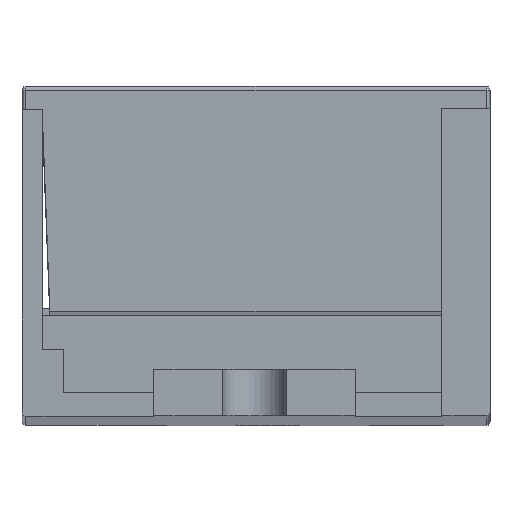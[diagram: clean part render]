
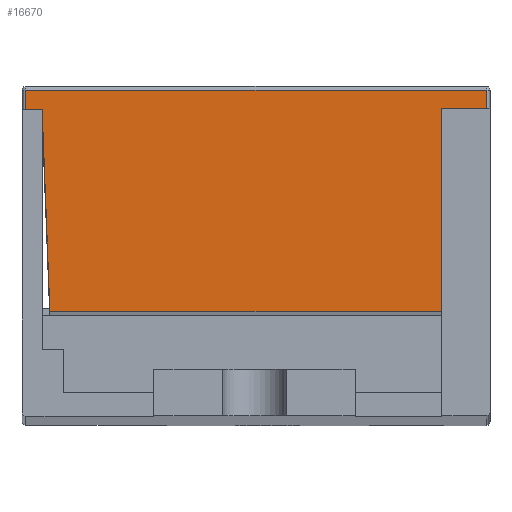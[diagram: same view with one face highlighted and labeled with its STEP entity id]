
A CAD part, top view. The second image highlights one B-rep face of the part: STEP entity #16670.
In plain terms, the highlighted planar face has unit normal (0, 0, 1).
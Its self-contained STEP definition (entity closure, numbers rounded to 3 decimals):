
#130=CARTESIAN_POINT('',(-1.45,25.05,-28.5));
#140=VERTEX_POINT('',#130);
#900=CARTESIAN_POINT('',(0.,25.05,-28.5));
#910=DIRECTION('',(-1.,0.,0.));
#920=VECTOR('',#910,1.);
#930=LINE('',#900,#920);
#940=CARTESIAN_POINT('',(28.25,25.05,-28.5));
#950=VERTEX_POINT('',#940);
#960=EDGE_CURVE('',#950,#140,#930,.T.);
#2430=CARTESIAN_POINT('',(28.5,23.8,-28.5));
#2440=DIRECTION('',(-1.,0.,0.));
#2450=VECTOR('',#2440,1.);
#2460=LINE('',#2430,#2450);
#2470=CARTESIAN_POINT('',(28.25,23.8,-28.5));
#2480=VERTEX_POINT('',#2470);
#2490=CARTESIAN_POINT('',(27.2,23.8,-28.5));
#2500=VERTEX_POINT('',#2490);
#2510=EDGE_CURVE('',#2480,#2500,#2460,.T.);
#3040=CARTESIAN_POINT('',(-1.45,23.8,-28.5));
#3050=VERTEX_POINT('',#3040);
#3100=CARTESIAN_POINT('',(-0.4,23.8,-28.5));
#3110=DIRECTION('',(-1.,0.,0.));
#3120=VECTOR('',#3110,1.);
#3130=LINE('',#3100,#3120);
#3140=CARTESIAN_POINT('',(-0.4,23.8,-28.5));
#3150=VERTEX_POINT('',#3140);
#3160=EDGE_CURVE('',#3150,#3050,#3130,.T.);
#3480=CARTESIAN_POINT('',(0.515,0.,-28.5));
#3490=DIRECTION('',(-0.038,0.999,0.));
#3500=VECTOR('',#3490,1.);
#3510=LINE('',#3480,#3500);
#3520=CARTESIAN_POINT('',(0.1,10.8,-28.5));
#3530=VERTEX_POINT('',#3520);
#3540=EDGE_CURVE('',#3530,#3150,#3510,.T.);
#12740=CARTESIAN_POINT('',(28.25,0.,-28.5));
#12750=DIRECTION('',(0.,1.,0.));
#12760=VECTOR('',#12750,1.);
#12770=LINE('',#12740,#12760);
#12780=EDGE_CURVE('',#2480,#950,#12770,.T.);
#16350=CARTESIAN_POINT('',(1.25,25.3,-28.5));
#16360=DIRECTION('',(0.,0.,1.));
#16370=DIRECTION('',(-1.,0.,0.));
#16380=AXIS2_PLACEMENT_3D('',#16350,#16360,#16370);
#16390=PLANE('',#16380);
#16400=ORIENTED_EDGE('',*,*,#12780,.T.);
#16410=ORIENTED_EDGE('',*,*,#2510,.F.);
#16420=CARTESIAN_POINT('',(26.285,0.,-28.5));
#16430=DIRECTION('',(-0.038,-0.999,0.));
#16440=VECTOR('',#16430,1.);
#16450=LINE('',#16420,#16440);
#16460=CARTESIAN_POINT('',(26.7,10.8,-28.5));
#16470=VERTEX_POINT('',#16460);
#16480=EDGE_CURVE('',#2500,#16470,#16450,.T.);
#16490=ORIENTED_EDGE('',*,*,#16480,.F.);
#16500=CARTESIAN_POINT('',(0.,10.8,-28.5));
#16510=DIRECTION('',(1.,0.,0.));
#16520=VECTOR('',#16510,1.);
#16530=LINE('',#16500,#16520);
#16540=EDGE_CURVE('',#3530,#16470,#16530,.T.);
#16550=ORIENTED_EDGE('',*,*,#16540,.T.);
#16560=ORIENTED_EDGE('',*,*,#3540,.F.);
#16570=ORIENTED_EDGE('',*,*,#3160,.F.);
#16580=CARTESIAN_POINT('',(-1.45,0.,-28.5));
#16590=DIRECTION('',(0.,-1.,0.));
#16600=VECTOR('',#16590,1.);
#16610=LINE('',#16580,#16600);
#16620=EDGE_CURVE('',#140,#3050,#16610,.T.);
#16630=ORIENTED_EDGE('',*,*,#16620,.T.);
#16640=ORIENTED_EDGE('',*,*,#960,.T.);
#16650=EDGE_LOOP('',(#16640,#16630,#16570,#16560,#16550,#16490,#16410,
#16400));
#16660=FACE_OUTER_BOUND('',#16650,.T.);
#16670=ADVANCED_FACE('',(#16660),#16390,.T.);
